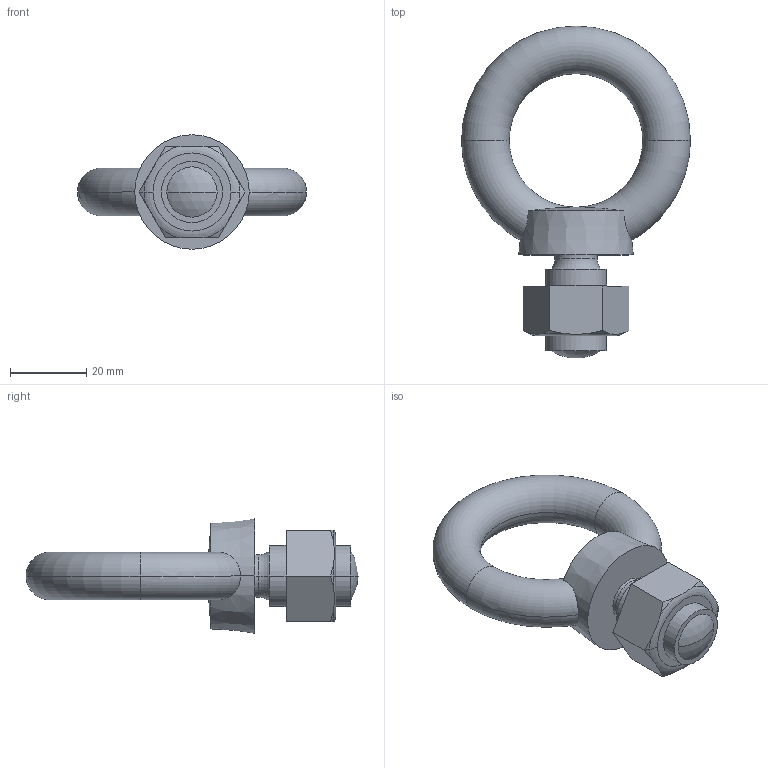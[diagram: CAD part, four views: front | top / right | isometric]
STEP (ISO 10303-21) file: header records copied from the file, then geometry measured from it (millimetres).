
FILE_DESCRIPTION (( 'STEP AP203' ), '1' );
FILE_NAME ('B-1130-16.STEP', '2009-10-02T05:33:41', ( ' ' ), ( ' ' ), 'SwSTEP 2.0', 'SolidWorks 2007', '' );
FILE_SCHEMA (( 'CONFIG_CONTROL_DESIGN' ));
Length unit declared in the file: millimetre
Products named in the file (1): B-1130-16
Bounding box: 60 x 87 x 30 mm (x, y, z)
Volume: 31699.9 mm3; surface area: 9375.5 mm2
Topology: 1 solids, 1 shells, 40 faces, 93 edges, 58 vertices
Faces by surface type: torus 12, plane 11, cone 9, cylinder 4, sphere 4
Entity records: 1418 total; most frequent: CARTESIAN_POINT 432, DIRECTION 197, ORIENTED_EDGE 186, EDGE_CURVE 93, AXIS2_PLACEMENT_3D 89, VERTEX_POINT 58, CIRCLE 48, EDGE_LOOP 45
